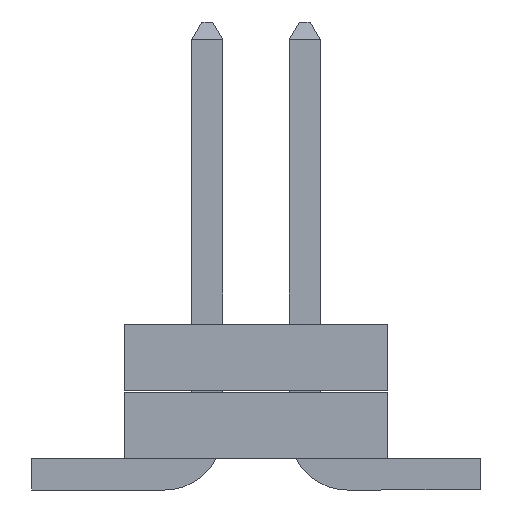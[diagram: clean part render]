
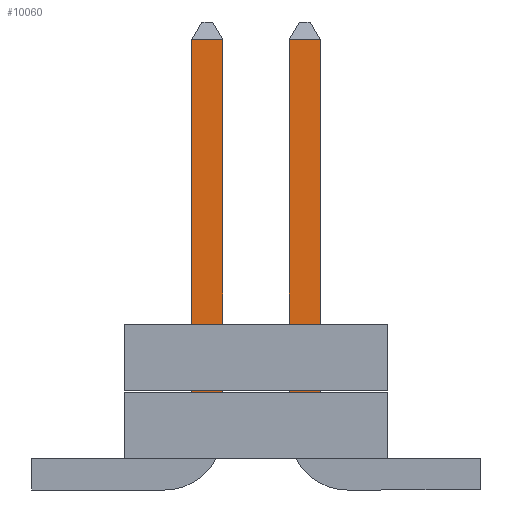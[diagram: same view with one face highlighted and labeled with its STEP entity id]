
A CAD part, left-side view. The second image highlights one B-rep face of the part: STEP entity #10060.
In plain terms, the highlighted planar face has unit normal (-1, 0, 0).
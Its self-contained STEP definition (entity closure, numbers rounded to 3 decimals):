
#221 = VERTEX_POINT('',#222);
#222 = CARTESIAN_POINT('',(-20.523,5.461,0.838));
#1503 = VERTEX_POINT('',#1504);
#1504 = CARTESIAN_POINT('',(-20.523,5.461,-0.838));
#3773 = VERTEX_POINT('',#3774);
#3774 = CARTESIAN_POINT('',(-20.523,5.461,-0.432));
#4767 = VERTEX_POINT('',#4768);
#4768 = CARTESIAN_POINT('',(-20.523,5.461,0.432));
#6797 = EDGE_CURVE('',#221,#6798,#6800,.T.);
#6798 = VERTEX_POINT('',#6799);
#6799 = CARTESIAN_POINT('',(-20.523,0.301,0.838));
#6800 = LINE('',#6801,#6802);
#6801 = CARTESIAN_POINT('',(-20.523,5.461,0.838));
#6802 = VECTOR('',#6803,1.);
#6803 = DIRECTION('',(0.,-1.,0.));
#7564 = EDGE_CURVE('',#6798,#7565,#7567,.T.);
#7565 = VERTEX_POINT('',#7566);
#7566 = CARTESIAN_POINT('',(-20.523,0.301,-0.838));
#7567 = LINE('',#7568,#7569);
#7568 = CARTESIAN_POINT('',(-20.523,0.301,0.838));
#7569 = VECTOR('',#7570,1.);
#7570 = DIRECTION('',(0.,0.,-1.));
#8338 = EDGE_CURVE('',#7565,#1503,#8339,.T.);
#8339 = LINE('',#8340,#8341);
#8340 = CARTESIAN_POINT('',(-20.523,0.301,-0.838));
#8341 = VECTOR('',#8342,1.);
#8342 = DIRECTION('',(0.,1.,0.));
#8455 = EDGE_CURVE('',#3773,#8456,#8458,.T.);
#8456 = VERTEX_POINT('',#8457);
#8457 = CARTESIAN_POINT('',(-20.523,0.555,-0.432));
#8458 = LINE('',#8459,#8460);
#8459 = CARTESIAN_POINT('',(-20.523,5.461,-0.432));
#8460 = VECTOR('',#8461,1.);
#8461 = DIRECTION('',(0.,-1.,0.));
#9222 = EDGE_CURVE('',#8456,#9223,#9225,.T.);
#9223 = VERTEX_POINT('',#9224);
#9224 = CARTESIAN_POINT('',(-20.523,0.555,0.432));
#9225 = LINE('',#9226,#9227);
#9226 = CARTESIAN_POINT('',(-20.523,0.555,-0.432));
#9227 = VECTOR('',#9228,1.);
#9228 = DIRECTION('',(0.,0.,1.));
#9996 = EDGE_CURVE('',#9223,#4767,#9997,.T.);
#9997 = LINE('',#9998,#9999);
#9998 = CARTESIAN_POINT('',(-20.523,0.555,0.432));
#9999 = VECTOR('',#10000,1.);
#10000 = DIRECTION('',(0.,1.,0.));
#10060 = ADVANCED_FACE('',(#10061),#10081,.F.);
#10061 = FACE_BOUND('',#10062,.T.);
#10062 = EDGE_LOOP('',(#10063,#10064,#10065,#10071,#10072,#10073,#10074,
    #10080));
#10063 = ORIENTED_EDGE('',*,*,#7564,.F.);
#10064 = ORIENTED_EDGE('',*,*,#6797,.F.);
#10065 = ORIENTED_EDGE('',*,*,#10066,.T.);
#10066 = EDGE_CURVE('',#221,#4767,#10067,.T.);
#10067 = LINE('',#10068,#10069);
#10068 = CARTESIAN_POINT('',(-20.523,5.461,0.));
#10069 = VECTOR('',#10070,1.);
#10070 = DIRECTION('',(0.,0.,-1.));
#10071 = ORIENTED_EDGE('',*,*,#9996,.F.);
#10072 = ORIENTED_EDGE('',*,*,#9222,.F.);
#10073 = ORIENTED_EDGE('',*,*,#8455,.F.);
#10074 = ORIENTED_EDGE('',*,*,#10075,.T.);
#10075 = EDGE_CURVE('',#3773,#1503,#10076,.T.);
#10076 = LINE('',#10077,#10078);
#10077 = CARTESIAN_POINT('',(-20.523,5.461,0.));
#10078 = VECTOR('',#10079,1.);
#10079 = DIRECTION('',(0.,0.,-1.));
#10080 = ORIENTED_EDGE('',*,*,#8338,.F.);
#10081 = PLANE('',#10082);
#10082 = AXIS2_PLACEMENT_3D('',#10083,#10084,#10085);
#10083 = CARTESIAN_POINT('',(-20.523,0.,0.));
#10084 = DIRECTION('',(1.,0.,0.));
#10085 = DIRECTION('',(0.,0.,-1.));
